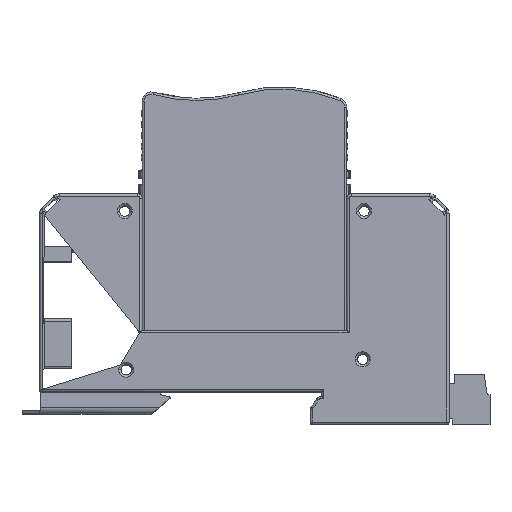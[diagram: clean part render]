
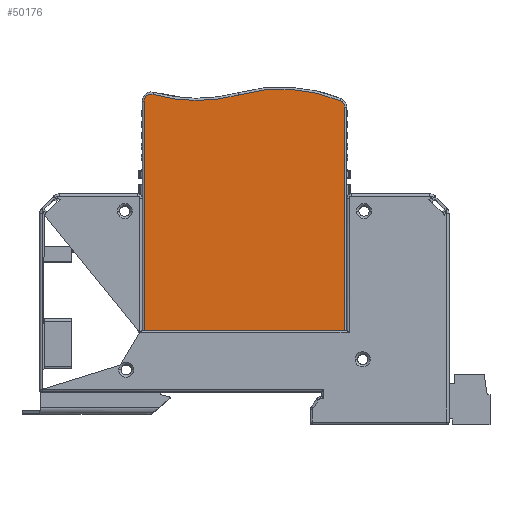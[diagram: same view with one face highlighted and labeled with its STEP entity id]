
A CAD part, top view. The second image highlights one B-rep face of the part: STEP entity #50176.
In plain terms, the highlighted face is planar.
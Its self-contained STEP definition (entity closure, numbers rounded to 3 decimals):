
#45778=CARTESIAN_POINT('',(-20.5,-8.9,50.377));
#45779=DIRECTION('',(0.,1.,0.));
#45780=DIRECTION('',(-1.,0.,0.));
#45781=AXIS2_PLACEMENT_3D('',#45778,#45779,#45780);
#45786=CARTESIAN_POINT('',(-10.5,-8.9,86.));
#45787=DIRECTION('',(0.,-1.,0.));
#45788=DIRECTION('',(-0.27,0.,-0.963));
#45789=AXIS2_PLACEMENT_3D('',#45786,#45787,#45788);
#45794=CARTESIAN_POINT('',(8.04,-8.9,18.5));
#45795=DIRECTION('',(0.,1.,0.));
#45796=DIRECTION('',(-0.267,0.,0.964));
#45797=AXIS2_PLACEMENT_3D('',#45794,#45795,#45796);
#45802=CARTESIAN_POINT('',(20.5,-8.9,49.057));
#45803=DIRECTION('',(0.,1.,0.));
#45804=DIRECTION('',(0.378,0.,0.926));
#45805=AXIS2_PLACEMENT_3D('',#45802,#45803,#45804);
#45810=DIRECTION('',(0.,0.,1.));
#45811=VECTOR('',#45810,49.057);
#45812=CARTESIAN_POINT('',(22.,-8.9,0.));
#45813=LINE('',#45812,#45811);
#45879=DIRECTION('',(1.,0.,0.));
#45880=VECTOR('',#45879,44.);
#45881=CARTESIAN_POINT('',(-22.,-8.9,0.));
#45882=LINE('',#45881,#45880);
#46485=DIRECTION('',(0.,0.,-1.));
#46486=VECTOR('',#46485,50.377);
#46487=CARTESIAN_POINT('',(-22.,-8.9,50.377));
#46488=LINE('',#46487,#46486);
#49542=CARTESIAN_POINT('',(22.,-8.9,0.));
#49543=CARTESIAN_POINT('',(22.,-8.9,49.057));
#49544=VERTEX_POINT('',#49542);
#49545=VERTEX_POINT('',#49543);
#49546=CARTESIAN_POINT('',(-22.,-8.9,0.));
#49547=VERTEX_POINT('',#49546);
#49548=CARTESIAN_POINT('',(-22.,-8.9,50.377));
#49549=VERTEX_POINT('',#49548);
#49550=CARTESIAN_POINT('',(-20.095,-8.9,51.821));
#49551=VERTEX_POINT('',#49550);
#49552=CARTESIAN_POINT('',(-1.156,-8.9,51.752));
#49553=VERTEX_POINT('',#49552);
#49554=CARTESIAN_POINT('',(21.066,-8.9,50.446));
#49555=VERTEX_POINT('',#49554);
#50155=CARTESIAN_POINT('',(0.,-8.9,0.));
#50156=DIRECTION('',(0.,1.,0.));
#50157=DIRECTION('',(-1.,0.,0.));
#50158=AXIS2_PLACEMENT_3D('',#50155,#50156,#50157);
#50159=PLANE('',#50158);
#50161=ORIENTED_EDGE('',*,*,#50160,.F.);
#50163=ORIENTED_EDGE('',*,*,#50162,.F.);
#50165=ORIENTED_EDGE('',*,*,#50164,.F.);
#50167=ORIENTED_EDGE('',*,*,#50166,.T.);
#50169=ORIENTED_EDGE('',*,*,#50168,.T.);
#50171=ORIENTED_EDGE('',*,*,#50170,.T.);
#50173=ORIENTED_EDGE('',*,*,#50172,.T.);
#50174=EDGE_LOOP('',(#50161,#50163,#50165,#50167,#50169,#50171,#50173));
#50175=FACE_OUTER_BOUND('',#50174,.F.);
#45782=CIRCLE('',#45781,1.5);
#45790=CIRCLE('',#45789,35.5);
#45798=CIRCLE('',#45797,34.5);
#45806=CIRCLE('',#45805,1.5);
#50160=EDGE_CURVE('',#49544,#49545,#45813,.T.);
#50162=EDGE_CURVE('',#49547,#49544,#45882,.T.);
#50164=EDGE_CURVE('',#49549,#49547,#46488,.T.);
#50166=EDGE_CURVE('',#49549,#49551,#45782,.T.);
#50168=EDGE_CURVE('',#49551,#49553,#45790,.T.);
#50170=EDGE_CURVE('',#49553,#49555,#45798,.T.);
#50172=EDGE_CURVE('',#49555,#49545,#45806,.T.);
#50176=ADVANCED_FACE('',(#50175),#50159,.F.);
